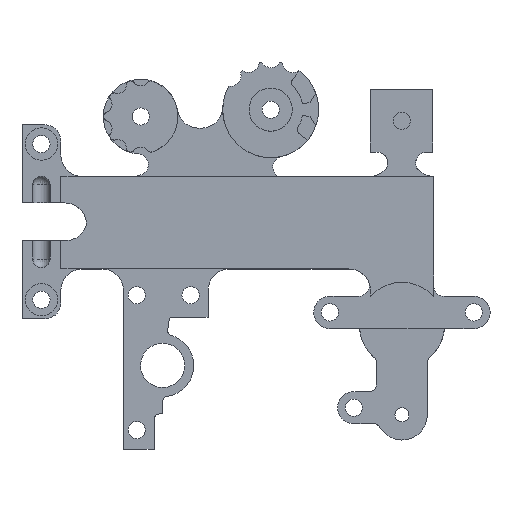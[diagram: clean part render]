
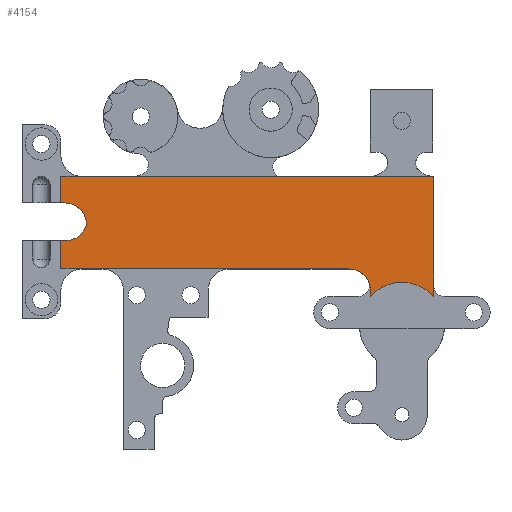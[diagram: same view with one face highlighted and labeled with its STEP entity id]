
A CAD part, top view. The second image highlights one B-rep face of the part: STEP entity #4154.
In plain terms, the highlighted planar face has unit normal (0, 0, 1).
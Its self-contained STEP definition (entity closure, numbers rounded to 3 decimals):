
#131=PLANE('',#4499);
#268=FACE_OUTER_BOUND('',#496,.T.);
#496=EDGE_LOOP('',(#3178,#3179,#3180,#3181,#3182,#3183,#3184,#3185,#3186,
#3187,#3188,#3189,#3190,#3191,#3192,#3193));
#674=LINE('',#6270,#1008);
#681=LINE('',#6287,#1015);
#700=LINE('',#6382,#1034);
#727=LINE('',#6502,#1061);
#802=LINE('',#6780,#1136);
#805=LINE('',#6788,#1139);
#808=LINE('',#6794,#1142);
#812=LINE('',#6800,#1146);
#816=LINE('',#6806,#1150);
#818=LINE('',#6809,#1152);
#820=LINE('',#6812,#1154);
#821=LINE('',#6813,#1155);
#1008=VECTOR('',#4879,10.);
#1015=VECTOR('',#4896,10.);
#1034=VECTOR('',#4971,10.);
#1061=VECTOR('',#5064,10.);
#1136=VECTOR('',#5377,10.);
#1139=VECTOR('',#5382,10.);
#1142=VECTOR('',#5387,10.);
#1146=VECTOR('',#5393,10.);
#1150=VECTOR('',#5399,10.);
#1152=VECTOR('',#5403,10.);
#1154=VECTOR('',#5407,10.);
#1155=VECTOR('',#5408,10.);
#1329=CIRCLE('',#4311,2.);
#1353=CIRCLE('',#4348,2.);
#1355=CIRCLE('',#4351,2.);
#1365=CIRCLE('',#4373,3.95);
#1645=VERTEX_POINT('',#6267);
#1646=VERTEX_POINT('',#6269);
#1649=VERTEX_POINT('',#6278);
#1651=VERTEX_POINT('',#6285);
#1682=VERTEX_POINT('',#6379);
#1683=VERTEX_POINT('',#6381);
#1693=VERTEX_POINT('',#6405);
#1694=VERTEX_POINT('',#6407);
#1696=VERTEX_POINT('',#6413);
#1711=VERTEX_POINT('',#6495);
#1712=VERTEX_POINT('',#6500);
#1796=VERTEX_POINT('',#6778);
#1799=VERTEX_POINT('',#6785);
#1800=VERTEX_POINT('',#6787);
#1802=VERTEX_POINT('',#6793);
#1803=VERTEX_POINT('',#6799);
#2067=EDGE_CURVE('',#1646,#1645,#674,.T.);
#2073=EDGE_CURVE('',#1649,#1645,#1329,.T.);
#2077=EDGE_CURVE('',#1649,#1651,#681,.T.);
#2117=EDGE_CURVE('',#1683,#1682,#700,.T.);
#2129=EDGE_CURVE('',#1693,#1694,#1353,.T.);
#2132=EDGE_CURVE('',#1694,#1696,#1355,.T.);
#2160=EDGE_CURVE('',#1651,#1711,#1365,.T.);
#2163=EDGE_CURVE('',#1711,#1712,#727,.T.);
#2300=EDGE_CURVE('',#1682,#1796,#802,.T.);
#2303=EDGE_CURVE('',#1800,#1799,#805,.T.);
#2306=EDGE_CURVE('',#1802,#1683,#808,.T.);
#2310=EDGE_CURVE('',#1803,#1802,#812,.T.);
#2314=EDGE_CURVE('',#1712,#1803,#816,.T.);
#2316=EDGE_CURVE('',#1799,#1646,#818,.T.);
#2318=EDGE_CURVE('',#1796,#1696,#820,.T.);
#2319=EDGE_CURVE('',#1693,#1800,#821,.T.);
#3178=ORIENTED_EDGE('',*,*,#2067,.T.);
#3179=ORIENTED_EDGE('',*,*,#2073,.F.);
#3180=ORIENTED_EDGE('',*,*,#2077,.T.);
#3181=ORIENTED_EDGE('',*,*,#2160,.T.);
#3182=ORIENTED_EDGE('',*,*,#2163,.T.);
#3183=ORIENTED_EDGE('',*,*,#2314,.T.);
#3184=ORIENTED_EDGE('',*,*,#2310,.T.);
#3185=ORIENTED_EDGE('',*,*,#2306,.T.);
#3186=ORIENTED_EDGE('',*,*,#2117,.T.);
#3187=ORIENTED_EDGE('',*,*,#2300,.T.);
#3188=ORIENTED_EDGE('',*,*,#2318,.T.);
#3189=ORIENTED_EDGE('',*,*,#2132,.F.);
#3190=ORIENTED_EDGE('',*,*,#2129,.F.);
#3191=ORIENTED_EDGE('',*,*,#2319,.T.);
#3192=ORIENTED_EDGE('',*,*,#2303,.T.);
#3193=ORIENTED_EDGE('',*,*,#2316,.T.);
#4154=ADVANCED_FACE('',(#268),#131,.T.);
#4311=AXIS2_PLACEMENT_3D('',#6280,#4888,#4889);
#4348=AXIS2_PLACEMENT_3D('',#6408,#4992,#4993);
#4351=AXIS2_PLACEMENT_3D('',#6414,#4999,#5000);
#4373=AXIS2_PLACEMENT_3D('',#6497,#5058,#5059);
#4499=AXIS2_PLACEMENT_3D('',#6811,#5405,#5406);
#4879=DIRECTION('',(1.,0.,0.));
#4888=DIRECTION('center_axis',(0.,0.,1.));
#4889=DIRECTION('ref_axis',(0.707,0.707,0.));
#4896=DIRECTION('',(0.,-1.,0.));
#4971=DIRECTION('',(-1.,0.,0.));
#4992=DIRECTION('center_axis',(0.,0.,1.));
#4993=DIRECTION('ref_axis',(0.968,-0.25,0.));
#4999=DIRECTION('center_axis',(0.,0.,1.));
#5000=DIRECTION('ref_axis',(0.707,0.707,0.));
#5058=DIRECTION('center_axis',(0.,0.,-1.));
#5059=DIRECTION('ref_axis',(0.595,-0.804,0.));
#5064=DIRECTION('',(0.006,1.,0.));
#5377=DIRECTION('',(0.,-1.,0.));
#5382=DIRECTION('',(0.,-1.,0.));
#5387=DIRECTION('',(0.,-1.,0.));
#5393=DIRECTION('',(-1.,0.,0.));
#5399=DIRECTION('',(0.,1.,0.));
#5403=DIRECTION('',(1.,0.,0.));
#5405=DIRECTION('center_axis',(0.,0.,1.));
#5406=DIRECTION('ref_axis',(1.,0.,0.));
#5407=DIRECTION('',(1.,0.,0.));
#5408=DIRECTION('',(-1.,0.,0.));
#6267=CARTESIAN_POINT('',(-46.96,-41.06,5.));
#6269=CARTESIAN_POINT('',(-71.3,-41.06,5.));
#6270=CARTESIAN_POINT('',(-71.3,-41.06,5.));
#6278=CARTESIAN_POINT('',(-44.96,-43.06,5.));
#6280=CARTESIAN_POINT('Origin',(-46.96,-43.06,5.));
#6285=CARTESIAN_POINT('',(-44.96,-43.596,5.));
#6287=CARTESIAN_POINT('',(-44.96,-43.596,5.));
#6379=CARTESIAN_POINT('',(-73.679,-32.473,5.));
#6381=CARTESIAN_POINT('',(-71.3,-32.473,5.));
#6382=CARTESIAN_POINT('',(-71.3,-32.473,5.));
#6405=CARTESIAN_POINT('',(-73.236,-38.437,5.));
#6407=CARTESIAN_POINT('',(-71.3,-36.937,5.));
#6408=CARTESIAN_POINT('Origin',(-73.236,-36.437,5.));
#6413=CARTESIAN_POINT('',(-73.3,-34.937,5.));
#6414=CARTESIAN_POINT('Origin',(-73.3,-36.937,5.));
#6495=CARTESIAN_POINT('',(-39.123,-43.597,5.));
#6497=CARTESIAN_POINT('Origin',(-42.042,-46.258,5.));
#6500=CARTESIAN_POINT('',(-39.106,-41.06,5.));
#6502=CARTESIAN_POINT('',(-39.123,-43.597,5.));
#6778=CARTESIAN_POINT('',(-73.679,-34.937,5.));
#6780=CARTESIAN_POINT('',(-73.679,-32.473,5.));
#6785=CARTESIAN_POINT('',(-73.679,-41.06,5.));
#6787=CARTESIAN_POINT('',(-73.679,-38.437,5.));
#6788=CARTESIAN_POINT('',(-73.679,-44.188,5.));
#6793=CARTESIAN_POINT('',(-71.3,-32.472,5.));
#6794=CARTESIAN_POINT('',(-71.3,-32.472,5.));
#6799=CARTESIAN_POINT('',(-39.106,-32.472,5.));
#6800=CARTESIAN_POINT('',(-64.979,-32.472,5.));
#6806=CARTESIAN_POINT('',(-39.106,-41.06,5.));
#6809=CARTESIAN_POINT('',(-71.3,-41.06,5.));
#6811=CARTESIAN_POINT('Origin',(-56.393,-36.766,5.));
#6812=CARTESIAN_POINT('',(-73.679,-34.937,5.));
#6813=CARTESIAN_POINT('',(-73.679,-38.437,5.));
